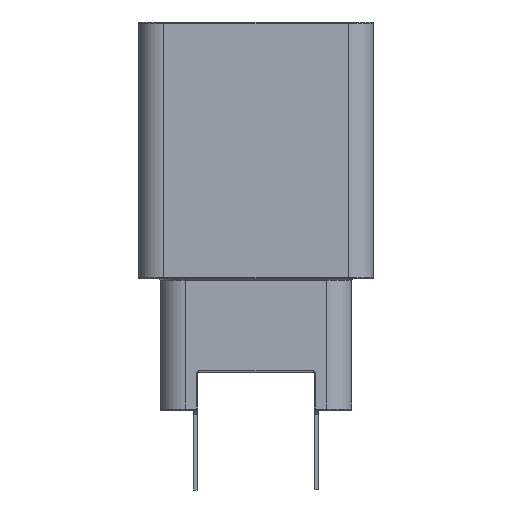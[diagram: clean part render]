
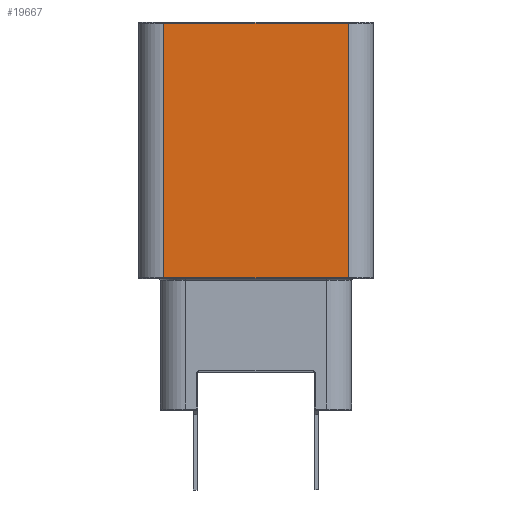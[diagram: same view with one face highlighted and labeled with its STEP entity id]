
A CAD part, left-side view. The second image highlights one B-rep face of the part: STEP entity #19667.
In plain terms, the highlighted planar face has unit normal (-1, 0, 0).
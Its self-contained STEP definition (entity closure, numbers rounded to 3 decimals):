
#346=PLANE('',#20913);
#1369=LINE('',#28677,#3800);
#1373=LINE('',#28686,#3804);
#1374=LINE('',#28690,#3805);
#1375=LINE('',#28691,#3806);
#3800=VECTOR('',#23011,10.);
#3804=VECTOR('',#23019,10.);
#3805=VECTOR('',#23024,10.);
#3806=VECTOR('',#23025,10.);
#6306=FACE_OUTER_BOUND('',#7392,.T.);
#7392=EDGE_LOOP('',(#14316,#14317,#14318,#14319));
#9165=VERTEX_POINT('',#28647);
#9172=VERTEX_POINT('',#28673);
#9175=VERTEX_POINT('',#28685);
#9176=VERTEX_POINT('',#28689);
#11164=EDGE_CURVE('',#9165,#9172,#1369,.T.);
#11168=EDGE_CURVE('',#9172,#9175,#1373,.T.);
#11170=EDGE_CURVE('',#9176,#9165,#1374,.T.);
#11171=EDGE_CURVE('',#9175,#9176,#1375,.T.);
#14316=ORIENTED_EDGE('',*,*,#11164,.F.);
#14317=ORIENTED_EDGE('',*,*,#11170,.F.);
#14318=ORIENTED_EDGE('',*,*,#11171,.F.);
#14319=ORIENTED_EDGE('',*,*,#11168,.F.);
#19667=ADVANCED_FACE('',(#6306),#346,.T.);
#20913=AXIS2_PLACEMENT_3D('',#28688,#23022,#23023);
#23011=DIRECTION('',(0.,1.,0.));
#23019=DIRECTION('',(0.,0.,1.));
#23022=DIRECTION('center_axis',(-1.,0.,0.));
#23023=DIRECTION('ref_axis',(0.,-1.,0.));
#23024=DIRECTION('',(0.,0.,-1.));
#23025=DIRECTION('',(0.,-1.,0.));
#28647=CARTESIAN_POINT('',(-31.24,-3.675,5.29));
#28673=CARTESIAN_POINT('',(-31.24,3.675,5.29));
#28677=CARTESIAN_POINT('',(-31.24,2.338,5.29));
#28685=CARTESIAN_POINT('',(-31.24,3.675,15.44));
#28686=CARTESIAN_POINT('',(-31.24,3.675,0.));
#28688=CARTESIAN_POINT('Origin',(-31.24,4.675,0.));
#28689=CARTESIAN_POINT('',(-31.24,-3.675,15.44));
#28690=CARTESIAN_POINT('',(-31.24,-3.675,0.));
#28691=CARTESIAN_POINT('',(-31.24,2.338,15.44));
